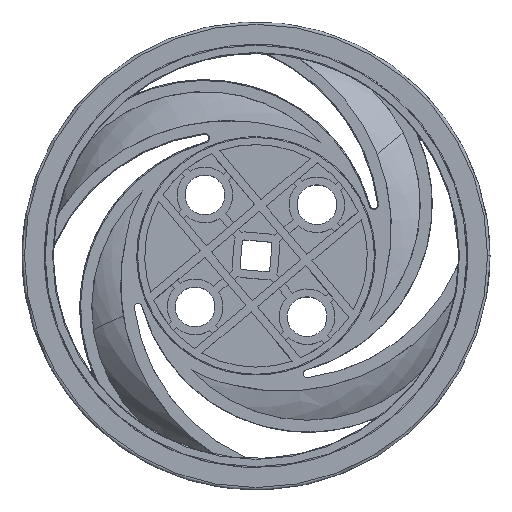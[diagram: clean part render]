
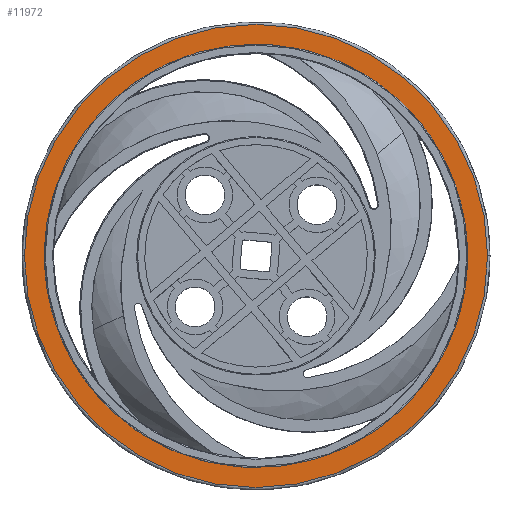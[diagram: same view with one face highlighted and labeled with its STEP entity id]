
A CAD part, top view. The second image highlights one B-rep face of the part: STEP entity #11972.
In plain terms, the highlighted planar face has unit normal (0, 0, 1).
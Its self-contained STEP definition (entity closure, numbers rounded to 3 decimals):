
#215 = CARTESIAN_POINT ( 'NONE',  ( 29.14, 0., 3.5 ) ) ;
#472 = AXIS2_PLACEMENT_3D ( 'NONE', #10973, #1262, #18128 ) ;
#983 = CARTESIAN_POINT ( 'NONE',  ( 18.827, -18.827, 3.5 ) ) ;
#1262 = DIRECTION ( 'NONE',  ( 0., 0., -1. ) ) ;
#1918 = VERTEX_POINT ( 'NONE', #215 ) ;
#2266 = EDGE_CURVE ( 'NONE', #18814, #14302, #9158, .T. ) ;
#3635 = DIRECTION ( 'NONE',  ( 0., 0., 1. ) ) ;
#3963 = DIRECTION ( 'NONE',  ( 0.707, 0.707, 0. ) ) ;
#4451 = EDGE_CURVE ( 'NONE', #1918, #14988, #15361, .T. ) ;
#5484 = ORIENTED_EDGE ( 'NONE', *, *, #2266, .F. ) ;
#6006 = ORIENTED_EDGE ( 'NONE', *, *, #6252, .F. ) ;
#6252 = EDGE_CURVE ( 'NONE', #14302, #18814, #21537, .T. ) ;
#6498 = CARTESIAN_POINT ( 'NONE',  ( 0., 0., 3.5 ) ) ;
#6863 = CARTESIAN_POINT ( 'NONE',  ( -18.827, 18.827, 3.5 ) ) ;
#8440 = DIRECTION ( 'NONE',  ( 0.707, 0.707, 0. ) ) ;
#9158 = CIRCLE ( 'NONE', #21516, 26.625 ) ;
#10045 = DIRECTION ( 'NONE',  ( 1., 0., 0. ) ) ;
#10973 = CARTESIAN_POINT ( 'NONE',  ( 0., 0., 3.5 ) ) ;
#11972 = ADVANCED_FACE ( 'NONE', ( #15308, #15089 ), #16636, .T. ) ;
#12089 = CIRCLE ( 'NONE', #472, 29.14 ) ;
#13466 = AXIS2_PLACEMENT_3D ( 'NONE', #18735, #3635, #10045 ) ;
#14083 = DIRECTION ( 'NONE',  ( 0., 0., 1. ) ) ;
#14302 = VERTEX_POINT ( 'NONE', #983 ) ;
#14988 = VERTEX_POINT ( 'NONE', #16687 ) ;
#15089 = FACE_BOUND ( 'NONE', #16451, .T. ) ;
#15308 = FACE_OUTER_BOUND ( 'NONE', #16302, .T. ) ;
#15361 = CIRCLE ( 'NONE', #16051, 29.14 ) ;
#16051 = AXIS2_PLACEMENT_3D ( 'NONE', #6498, #19938, #16408 ) ;
#16302 = EDGE_LOOP ( 'NONE', ( #21023, #20321 ) ) ;
#16408 = DIRECTION ( 'NONE',  ( -0.707, -0.707, 0. ) ) ;
#16451 = EDGE_LOOP ( 'NONE', ( #6006, #5484 ) ) ;
#16597 = AXIS2_PLACEMENT_3D ( 'NONE', #20945, #14083, #3963 ) ;
#16636 = PLANE ( 'NONE',  #13466 ) ;
#16687 = CARTESIAN_POINT ( 'NONE',  ( -29.14, 0., 3.5 ) ) ;
#17228 = EDGE_CURVE ( 'NONE', #14988, #1918, #12089, .T. ) ;
#18128 = DIRECTION ( 'NONE',  ( -0.707, -0.707, 0. ) ) ;
#18247 = DIRECTION ( 'NONE',  ( 0., 0., 1. ) ) ;
#18577 = CARTESIAN_POINT ( 'NONE',  ( 0., 0., 3.5 ) ) ;
#18735 = CARTESIAN_POINT ( 'NONE',  ( 0., 0., 3.5 ) ) ;
#18814 = VERTEX_POINT ( 'NONE', #6863 ) ;
#19938 = DIRECTION ( 'NONE',  ( 0., 0., -1. ) ) ;
#20321 = ORIENTED_EDGE ( 'NONE', *, *, #17228, .F. ) ;
#20945 = CARTESIAN_POINT ( 'NONE',  ( 0., 0., 3.5 ) ) ;
#21023 = ORIENTED_EDGE ( 'NONE', *, *, #4451, .F. ) ;
#21516 = AXIS2_PLACEMENT_3D ( 'NONE', #18577, #18247, #8440 ) ;
#21537 = CIRCLE ( 'NONE', #16597, 26.625 ) ;
